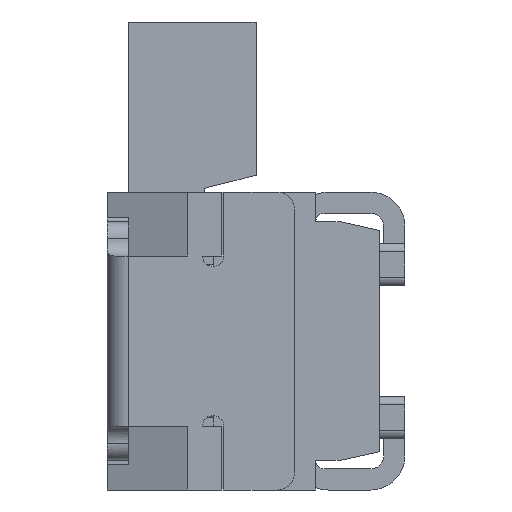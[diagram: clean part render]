
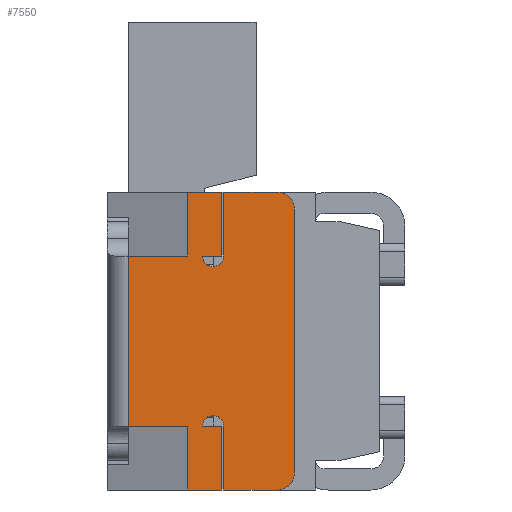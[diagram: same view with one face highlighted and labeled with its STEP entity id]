
A CAD part, left-side view. The second image highlights one B-rep face of the part: STEP entity #7550.
In plain terms, the highlighted planar face has unit normal (-1, 0, 0).
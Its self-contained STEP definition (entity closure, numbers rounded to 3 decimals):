
#218=CIRCLE('',#7959,0.125);
#219=CIRCLE('',#7960,0.2);
#220=CIRCLE('',#7961,0.2);
#221=CIRCLE('',#7962,0.125);
#1146=ORIENTED_EDGE('',*,*,#2508,.T.);
#1147=ORIENTED_EDGE('',*,*,#2079,.F.);
#1148=ORIENTED_EDGE('',*,*,#2412,.F.);
#1149=ORIENTED_EDGE('',*,*,#2277,.F.);
#1150=ORIENTED_EDGE('',*,*,#2166,.F.);
#1151=ORIENTED_EDGE('',*,*,#2336,.F.);
#1152=ORIENTED_EDGE('',*,*,#2509,.T.);
#1153=ORIENTED_EDGE('',*,*,#2510,.F.);
#1154=ORIENTED_EDGE('',*,*,#2275,.F.);
#1155=ORIENTED_EDGE('',*,*,#2511,.F.);
#1156=ORIENTED_EDGE('',*,*,#2512,.F.);
#1157=ORIENTED_EDGE('',*,*,#2513,.F.);
#1158=ORIENTED_EDGE('',*,*,#2250,.F.);
#1159=ORIENTED_EDGE('',*,*,#2514,.F.);
#1160=ORIENTED_EDGE('',*,*,#2515,.T.);
#1161=ORIENTED_EDGE('',*,*,#2339,.F.);
#1162=ORIENTED_EDGE('',*,*,#2161,.F.);
#1163=ORIENTED_EDGE('',*,*,#2247,.F.);
#1164=ORIENTED_EDGE('',*,*,#2411,.F.);
#1165=ORIENTED_EDGE('',*,*,#2069,.T.);
#2069=EDGE_CURVE('',#2919,#2917,#3465,.T.);
#2079=EDGE_CURVE('',#2928,#2924,#3474,.T.);
#2161=EDGE_CURVE('',#3008,#3009,#3534,.T.);
#2166=EDGE_CURVE('',#3012,#3013,#3539,.T.);
#2247=EDGE_CURVE('',#3076,#3008,#3611,.T.);
#2250=EDGE_CURVE('',#3078,#3079,#3614,.T.);
#2275=EDGE_CURVE('',#3091,#3092,#3639,.T.);
#2277=EDGE_CURVE('',#3013,#3093,#3641,.T.);
#2336=EDGE_CURVE('',#3127,#3012,#3690,.T.);
#2339=EDGE_CURVE('',#3009,#3128,#3693,.T.);
#2411=EDGE_CURVE('',#2919,#3076,#3745,.T.);
#2412=EDGE_CURVE('',#3093,#2928,#3746,.T.);
#2508=EDGE_CURVE('',#2917,#2924,#3816,.T.);
#2509=EDGE_CURVE('',#3127,#3217,#218,.T.);
#2510=EDGE_CURVE('',#3092,#3217,#3817,.T.);
#2511=EDGE_CURVE('',#3218,#3091,#219,.T.);
#2512=EDGE_CURVE('',#3219,#3218,#3818,.T.);
#2513=EDGE_CURVE('',#3079,#3219,#220,.T.);
#2514=EDGE_CURVE('',#3220,#3078,#3819,.T.);
#2515=EDGE_CURVE('',#3220,#3128,#221,.T.);
#2917=VERTEX_POINT('',#9961);
#2919=VERTEX_POINT('',#9964);
#2924=VERTEX_POINT('',#9975);
#2928=VERTEX_POINT('',#9983);
#3008=VERTEX_POINT('',#10151);
#3009=VERTEX_POINT('',#10152);
#3012=VERTEX_POINT('',#10160);
#3013=VERTEX_POINT('',#10162);
#3076=VERTEX_POINT('',#10313);
#3078=VERTEX_POINT('',#10318);
#3079=VERTEX_POINT('',#10320);
#3091=VERTEX_POINT('',#10361);
#3092=VERTEX_POINT('',#10363);
#3093=VERTEX_POINT('',#10366);
#3127=VERTEX_POINT('',#10470);
#3128=VERTEX_POINT('',#10476);
#3217=VERTEX_POINT('',#10820);
#3218=VERTEX_POINT('',#10823);
#3219=VERTEX_POINT('',#10825);
#3220=VERTEX_POINT('',#10828);
#3465=LINE('',#9963,#4139);
#3474=LINE('',#9984,#4148);
#3534=LINE('',#10150,#4208);
#3539=LINE('',#10161,#4213);
#3611=LINE('',#10314,#4285);
#3614=LINE('',#10319,#4288);
#3639=LINE('',#10362,#4313);
#3641=LINE('',#10365,#4315);
#3690=LINE('',#10471,#4364);
#3693=LINE('',#10475,#4367);
#3745=LINE('',#10607,#4419);
#3746=LINE('',#10609,#4420);
#3816=LINE('',#10818,#4490);
#3817=LINE('',#10821,#4491);
#3818=LINE('',#10824,#4492);
#3819=LINE('',#10827,#4493);
#4139=VECTOR('',#8310,1000.);
#4148=VECTOR('',#8323,1000.);
#4208=VECTOR('',#8437,1000.);
#4213=VECTOR('',#8444,1000.);
#4285=VECTOR('',#8550,1000.);
#4288=VECTOR('',#8553,1000.);
#4313=VECTOR('',#8588,1000.);
#4315=VECTOR('',#8590,1000.);
#4364=VECTOR('',#8683,1000.);
#4367=VECTOR('',#8688,1000.);
#4419=VECTOR('',#8806,1000.);
#4420=VECTOR('',#8809,1000.);
#4490=VECTOR('',#9073,1000.);
#4491=VECTOR('',#9076,1000.);
#4492=VECTOR('',#9079,1000.);
#4493=VECTOR('',#9082,1000.);
#4902=EDGE_LOOP('',(#1146,#1147,#1148,#1149,#1150,#1151,#1152,#1153,#1154,
#1155,#1156,#1157,#1158,#1159,#1160,#1161,#1162,#1163,#1164,#1165));
#5205=FACE_BOUND('',#4902,.T.);
#5474=PLANE('',#7958);
#7550=ADVANCED_FACE('',(#5205),#5474,.T.);
#7958=AXIS2_PLACEMENT_3D('',#10817,#9071,#9072);
#7959=AXIS2_PLACEMENT_3D('',#10819,#9074,#9075);
#7960=AXIS2_PLACEMENT_3D('',#10822,#9077,#9078);
#7961=AXIS2_PLACEMENT_3D('',#10826,#9080,#9081);
#7962=AXIS2_PLACEMENT_3D('',#10829,#9083,#9084);
#8310=DIRECTION('',(0.,1.,0.));
#8323=DIRECTION('',(0.,1.,0.));
#8437=DIRECTION('',(0.,0.,-1.));
#8444=DIRECTION('',(0.,0.,-1.));
#8550=DIRECTION('',(0.,-1.,0.));
#8553=DIRECTION('',(0.,-1.,0.));
#8588=DIRECTION('',(0.,1.,0.));
#8590=DIRECTION('',(0.,1.,0.));
#8683=DIRECTION('',(0.,-1.,0.));
#8688=DIRECTION('',(0.,1.,0.));
#8806=DIRECTION('',(0.,0.,1.));
#8809=DIRECTION('',(0.,0.,1.));
#9071=DIRECTION('',(-1.,0.,0.));
#9072=DIRECTION('',(0.,0.,1.));
#9073=DIRECTION('',(0.,0.,-1.));
#9074=DIRECTION('',(1.,0.,0.));
#9075=DIRECTION('',(0.,0.,-1.));
#9076=DIRECTION('',(0.,0.,1.));
#9077=DIRECTION('',(1.,0.,0.));
#9078=DIRECTION('',(0.,0.,-1.));
#9079=DIRECTION('',(0.,0.,-1.));
#9080=DIRECTION('',(1.,0.,0.));
#9081=DIRECTION('',(0.,0.,-1.));
#9082=DIRECTION('',(0.,0.,1.));
#9083=DIRECTION('',(1.,0.,0.));
#9084=DIRECTION('',(0.,0.,-1.));
#9961=CARTESIAN_POINT('',(-4.25,-0.25,1.));
#9963=CARTESIAN_POINT('',(-4.25,-0.25,1.));
#9964=CARTESIAN_POINT('',(-4.25,-0.95,1.));
#9975=CARTESIAN_POINT('',(-4.25,-0.25,-1.));
#9983=CARTESIAN_POINT('',(-4.25,-0.95,-1.));
#9984=CARTESIAN_POINT('',(-4.25,-0.25,-1.));
#10150=CARTESIAN_POINT('',(-4.25,-1.35,0.));
#10151=CARTESIAN_POINT('',(-4.25,-1.35,1.75));
#10152=CARTESIAN_POINT('',(-4.25,-1.35,1.));
#10160=CARTESIAN_POINT('',(-4.25,-1.35,-1.));
#10161=CARTESIAN_POINT('',(-4.25,-1.35,0.));
#10162=CARTESIAN_POINT('',(-4.25,-1.35,-1.75));
#10313=CARTESIAN_POINT('',(-4.25,-0.95,1.75));
#10314=CARTESIAN_POINT('',(-4.25,0.,1.75));
#10318=CARTESIAN_POINT('',(-4.25,-1.37,1.75));
#10319=CARTESIAN_POINT('',(-4.25,-1.37,1.75));
#10320=CARTESIAN_POINT('',(-4.25,-2.,1.75));
#10361=CARTESIAN_POINT('',(-4.25,-2.,-1.75));
#10362=CARTESIAN_POINT('',(-4.25,-2.,-1.75));
#10363=CARTESIAN_POINT('',(-4.25,-1.37,-1.75));
#10365=CARTESIAN_POINT('',(-4.25,-2.45,-1.75));
#10366=CARTESIAN_POINT('',(-4.25,-0.95,-1.75));
#10470=CARTESIAN_POINT('',(-4.25,-1.12,-1.));
#10471=CARTESIAN_POINT('',(-4.25,-0.25,-1.));
#10475=CARTESIAN_POINT('',(-4.25,-1.25,1.));
#10476=CARTESIAN_POINT('',(-4.25,-1.12,1.));
#10607=CARTESIAN_POINT('',(-4.25,-0.95,0.));
#10609=CARTESIAN_POINT('',(-4.25,-0.95,0.));
#10817=CARTESIAN_POINT('',(-4.25,-0.25,-1.));
#10818=CARTESIAN_POINT('',(-4.25,-0.25,1.2));
#10819=CARTESIAN_POINT('',(-4.25,-1.245,-1.));
#10820=CARTESIAN_POINT('',(-4.25,-1.37,-1.));
#10821=CARTESIAN_POINT('',(-4.25,-1.37,-1.75));
#10822=CARTESIAN_POINT('',(-4.25,-2.,-1.55));
#10823=CARTESIAN_POINT('',(-4.25,-2.2,-1.55));
#10824=CARTESIAN_POINT('',(-4.25,-2.2,1.55));
#10825=CARTESIAN_POINT('',(-4.25,-2.2,1.55));
#10826=CARTESIAN_POINT('',(-4.25,-2.,1.55));
#10827=CARTESIAN_POINT('',(-4.25,-1.37,1.));
#10828=CARTESIAN_POINT('',(-4.25,-1.37,1.));
#10829=CARTESIAN_POINT('',(-4.25,-1.245,1.));
